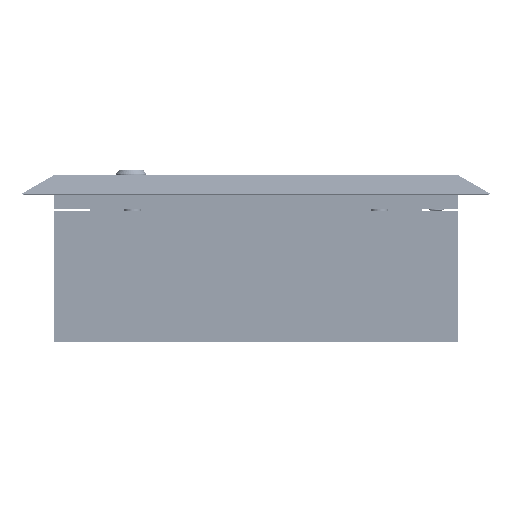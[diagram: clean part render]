
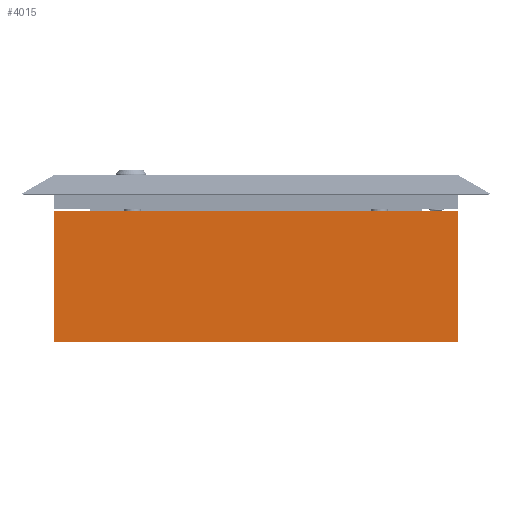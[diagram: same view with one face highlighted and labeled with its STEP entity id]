
A CAD part, front view. The second image highlights one B-rep face of the part: STEP entity #4015.
In plain terms, the highlighted planar face has unit normal (0, -1, 0).
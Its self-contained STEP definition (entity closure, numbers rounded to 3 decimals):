
#4015 = ADVANCED_FACE ( 'NONE', ( #101526 ), #252897, .F. ) ;
#6176 = LINE ( 'NONE', #274703, #321859 ) ;
#14433 = DIRECTION ( 'NONE',  ( 0., 0., -1. ) ) ;
#18920 = EDGE_CURVE ( 'NONE', #124386, #434726, #6176, .T. ) ;
#28345 = DIRECTION ( 'NONE',  ( 0., 0., 1. ) ) ;
#38222 = VECTOR ( 'NONE', #305172, 1000. ) ;
#39305 = CARTESIAN_POINT ( 'NONE',  ( -313.855, -581.28, 554.919 ) ) ;
#43100 = CARTESIAN_POINT ( 'NONE',  ( 1.145, -581.28, 554.919 ) ) ;
#50238 = ORIENTED_EDGE ( 'NONE', *, *, #180316, .T. ) ;
#51036 = LINE ( 'NONE', #341631, #38222 ) ;
#51055 = CARTESIAN_POINT ( 'NONE',  ( -313.855, -581.28, 458.576 ) ) ;
#66233 = VECTOR ( 'NONE', #14433, 1000. ) ;
#84502 = EDGE_CURVE ( 'NONE', #434726, #423221, #51036, .T. ) ;
#87185 = ORIENTED_EDGE ( 'NONE', *, *, #382977, .T. ) ;
#101526 = FACE_OUTER_BOUND ( 'NONE', #213277, .T. ) ;
#114224 = AXIS2_PLACEMENT_3D ( 'NONE', #433676, #357948, #28345 ) ;
#124386 = VERTEX_POINT ( 'NONE', #39305 ) ;
#155044 = DIRECTION ( 'NONE',  ( 1., 0., 0. ) ) ;
#165056 = CARTESIAN_POINT ( 'NONE',  ( -313.855, -581.28, 452.119 ) ) ;
#180316 = EDGE_CURVE ( 'NONE', #455994, #423221, #181306, .T. ) ;
#181306 = LINE ( 'NONE', #405891, #257527 ) ;
#202378 = CARTESIAN_POINT ( 'NONE',  ( 1.145, -581.28, 452.119 ) ) ;
#213277 = EDGE_LOOP ( 'NONE', ( #50238, #326550, #407523, #87185 ) ) ;
#252897 = PLANE ( 'NONE',  #114224 ) ;
#257527 = VECTOR ( 'NONE', #330221, 1000. ) ;
#274703 = CARTESIAN_POINT ( 'NONE',  ( -156.355, -581.28, 554.919 ) ) ;
#305172 = DIRECTION ( 'NONE',  ( 0., 0., -1. ) ) ;
#321859 = VECTOR ( 'NONE', #155044, 1000. ) ;
#326550 = ORIENTED_EDGE ( 'NONE', *, *, #84502, .F. ) ;
#330221 = DIRECTION ( 'NONE',  ( 1., 0., 0. ) ) ;
#341631 = CARTESIAN_POINT ( 'NONE',  ( 1.145, -581.28, 458.576 ) ) ;
#357948 = DIRECTION ( 'NONE',  ( 0., 1., 0. ) ) ;
#382977 = EDGE_CURVE ( 'NONE', #124386, #455994, #466079, .T. ) ;
#405891 = CARTESIAN_POINT ( 'NONE',  ( -156.355, -581.28, 452.119 ) ) ;
#407523 = ORIENTED_EDGE ( 'NONE', *, *, #18920, .F. ) ;
#423221 = VERTEX_POINT ( 'NONE', #202378 ) ;
#433676 = CARTESIAN_POINT ( 'NONE',  ( -156.355, -581.28, 452.919 ) ) ;
#434726 = VERTEX_POINT ( 'NONE', #43100 ) ;
#455994 = VERTEX_POINT ( 'NONE', #165056 ) ;
#466079 = LINE ( 'NONE', #51055, #66233 ) ;
